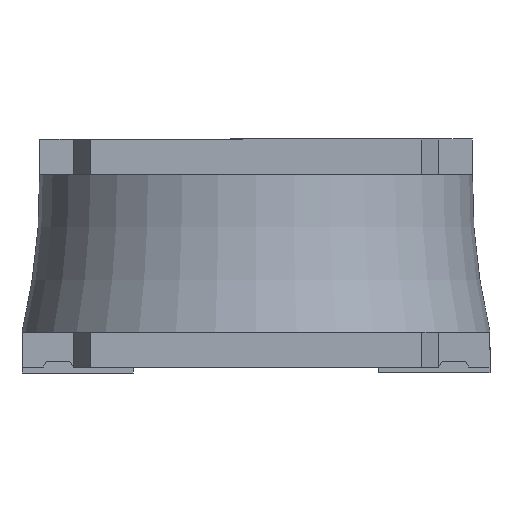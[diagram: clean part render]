
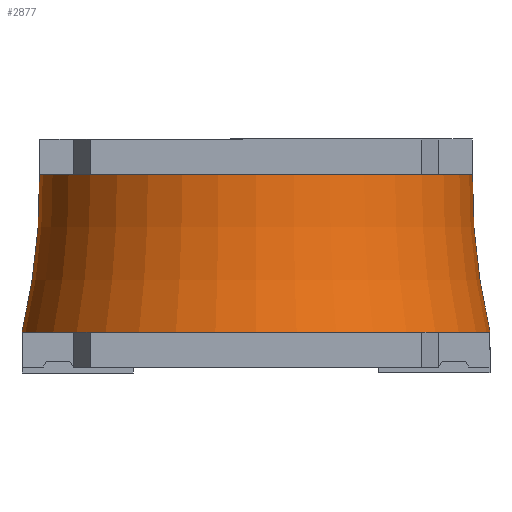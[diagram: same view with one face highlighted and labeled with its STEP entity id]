
A CAD part, front view. The second image highlights one B-rep face of the part: STEP entity #2877.
In plain terms, the highlighted toroidal (fillet/blend) face has major radius 14.699 mm and minor radius 11 mm.
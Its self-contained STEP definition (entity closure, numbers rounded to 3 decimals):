
#232=TOROIDAL_SURFACE('',#3070,14.699,11.);
#926=FACE_OUTER_BOUND('',#1088,.T.);
#1088=EDGE_LOOP('',(#1975,#1976,#1977,#1978));
#1262=CIRCLE('',#3068,3.7);
#1264=CIRCLE('',#3071,4.);
#1265=CIRCLE('',#3072,11.);
#1297=VERTEX_POINT('',#3977);
#1299=VERTEX_POINT('',#3982);
#1563=EDGE_CURVE('',#1297,#1297,#1262,.T.);
#1565=EDGE_CURVE('',#1299,#1299,#1264,.T.);
#1566=EDGE_CURVE('',#1299,#1297,#1265,.T.);
#1975=ORIENTED_EDGE('',*,*,#1565,.F.);
#1976=ORIENTED_EDGE('',*,*,#1566,.T.);
#1977=ORIENTED_EDGE('',*,*,#1563,.T.);
#1978=ORIENTED_EDGE('',*,*,#1566,.F.);
#2877=ADVANCED_FACE('',(#926),#232,.F.);
#3068=AXIS2_PLACEMENT_3D('',#3978,#3283,#3284);
#3070=AXIS2_PLACEMENT_3D('',#3981,#3287,#3288);
#3071=AXIS2_PLACEMENT_3D('',#3983,#3289,#3290);
#3072=AXIS2_PLACEMENT_3D('',#3984,#3291,#3292);
#3283=DIRECTION('center_axis',(0.,0.,
-1.));
#3284=DIRECTION('ref_axis',(0.,-1.,0.));
#3287=DIRECTION('center_axis',(0.,0.,
-1.));
#3288=DIRECTION('ref_axis',(0.,-1.,0.));
#3289=DIRECTION('center_axis',(0.,0.,
-1.));
#3290=DIRECTION('ref_axis',(0.,-1.,0.));
#3291=DIRECTION('center_axis',(-1.,0.,0.));
#3292=DIRECTION('ref_axis',(0.,1.,0.));
#3977=CARTESIAN_POINT('',(-1.55,5.44,2.325));
#3978=CARTESIAN_POINT('Origin',(-1.55,1.74,2.325));
#3981=CARTESIAN_POINT('Origin',(-1.55,1.74,2.18));
#3982=CARTESIAN_POINT('',(-1.55,5.74,-0.375));
#3983=CARTESIAN_POINT('Origin',(-1.55,1.74,-0.375));
#3984=CARTESIAN_POINT('Origin',(-1.55,16.439,2.18));
